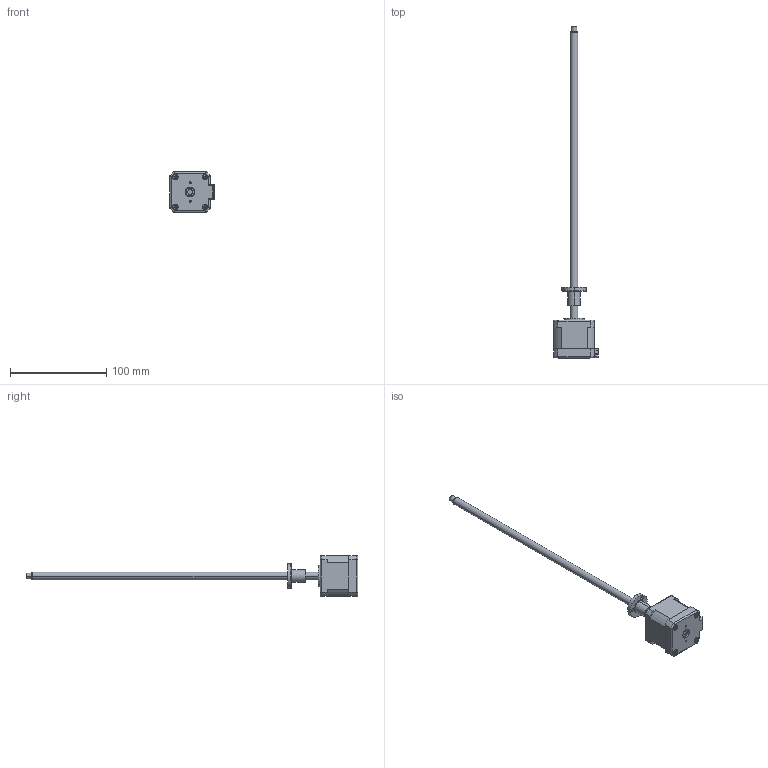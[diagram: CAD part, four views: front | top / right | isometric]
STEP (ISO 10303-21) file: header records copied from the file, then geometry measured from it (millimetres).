
FILE_DESCRIPTION (( 'STEP AP203' ), '1' );
FILE_NAME ('LE172S-T0808-300-AR3-S-200.STEP', '2018-08-10T10:25:28', ( '' ), ( '' ), 'SwSTEP 2.0', 'SolidWorks 2014', '' );
FILE_SCHEMA (( 'CONFIG_CONTROL_DESIGN' ));
Length unit declared in the file: millimetre
Products named in the file (1): LE172S-T0808-300-AR3-S-200
Bounding box: 46.2 x 345.3 x 42.2 mm (x, y, z)
Surface area: 20937.8 mm2 (no closed solid volume)
Topology: 0 solids, 14 shells, 250 faces, 865 edges, 604 vertices
Faces by surface type: plane 119, cylinder 70, cone 39, torus 14, sphere 8
Entity records: 9777 total; most frequent: CARTESIAN_POINT 2389, DIRECTION 1502, ORIENTED_EDGE 1391, EDGE_CURVE 865, VERTEX_POINT 604, AXIS2_PLACEMENT_3D 503, VECTOR 496, LINE 496
